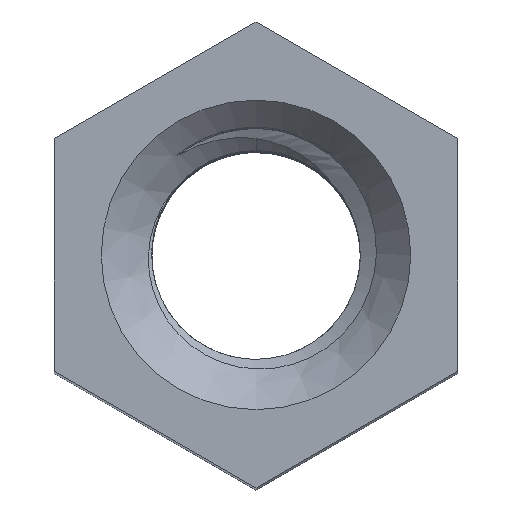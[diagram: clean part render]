
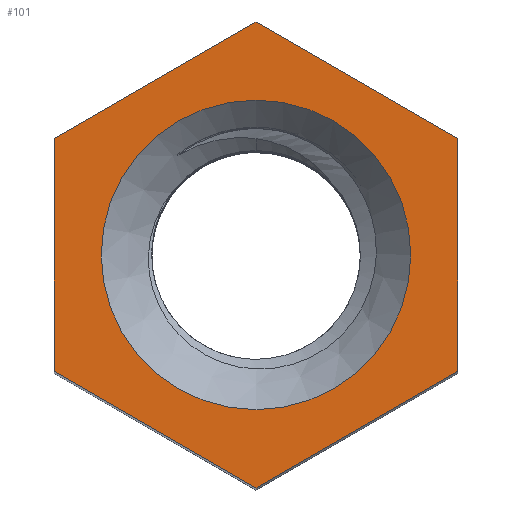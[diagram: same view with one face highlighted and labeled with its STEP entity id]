
A CAD part, top view. The second image highlights one B-rep face of the part: STEP entity #101.
In plain terms, the highlighted planar face has unit normal (0, 0, 1).
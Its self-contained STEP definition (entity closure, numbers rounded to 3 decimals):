
#101=ADVANCED_FACE('',(#16571,#16573),#16575,.T.);
#16571=FACE_BOUND('',#16572,.T.);
#16572=EDGE_LOOP('',(#17939,#17940,#17941,#17942,#17943,#17944));
#16573=FACE_BOUND('',#16574,.T.);
#16574=EDGE_LOOP('',(#17945));
#16575=PLANE('',#16576);
#16576=AXIS2_PLACEMENT_3D('',#16577,#16578,#16579);
#16577=CARTESIAN_POINT('',(0.,0.,25.));
#16578=DIRECTION('',(0.,0.,1.));
#16579=DIRECTION('',(-1.,0.,0.));
#17939=ORIENTED_EDGE('',*,*,#18183,.T.);
#17940=ORIENTED_EDGE('',*,*,#18184,.T.);
#17941=ORIENTED_EDGE('',*,*,#18185,.T.);
#17942=ORIENTED_EDGE('',*,*,#18186,.T.);
#17943=ORIENTED_EDGE('',*,*,#18187,.T.);
#17944=ORIENTED_EDGE('',*,*,#18188,.T.);
#17945=ORIENTED_EDGE('',*,*,#18110,.T.);
#18110=EDGE_CURVE('',#18242,#18242,#18243,.F.);
#18183=EDGE_CURVE('',#18384,#18385,#18386,.T.);
#18184=EDGE_CURVE('',#18385,#18387,#18388,.T.);
#18185=EDGE_CURVE('',#18387,#18389,#18390,.T.);
#18186=EDGE_CURVE('',#18389,#18391,#18392,.T.);
#18187=EDGE_CURVE('',#18391,#18393,#18394,.T.);
#18188=EDGE_CURVE('',#18393,#18384,#18395,.T.);
#18242=VERTEX_POINT('',#18594);
#18243=CIRCLE('',#18595,3.07);
#18384=VERTEX_POINT('',#22978);
#18385=VERTEX_POINT('',#22979);
#18386=LINE('',#22980,#22981);
#18387=VERTEX_POINT('',#22983);
#18388=LINE('',#22984,#22985);
#18389=VERTEX_POINT('',#22987);
#18390=LINE('',#22988,#22989);
#18391=VERTEX_POINT('',#22991);
#18392=LINE('',#22992,#22993);
#18393=VERTEX_POINT('',#22995);
#18394=LINE('',#22996,#22997);
#18395=LINE('',#22999,#23000);
#18594=CARTESIAN_POINT('',(0.,3.07,25.));
#18595=AXIS2_PLACEMENT_3D('',#18596,#18597,#18598);
#18596=CARTESIAN_POINT('',(0.,0.,25.));
#18597=DIRECTION('',(0.,0.,1.));
#18598=DIRECTION('',(0.,1.,-0.));
#22978=CARTESIAN_POINT('',(0.,-4.619,25.));
#22979=CARTESIAN_POINT('',(4.,-2.309,25.));
#22980=CARTESIAN_POINT('',(0.,-4.619,25.));
#22981=VECTOR('',#22982,1.);
#22982=DIRECTION('',(0.866,0.5,0.));
#22983=CARTESIAN_POINT('',(4.,2.309,25.));
#22984=CARTESIAN_POINT('',(4.,-2.309,25.));
#22985=VECTOR('',#22986,1.);
#22986=DIRECTION('',(0.,1.,0.));
#22987=CARTESIAN_POINT('',(0.,4.619,25.));
#22988=CARTESIAN_POINT('',(4.,2.309,25.));
#22989=VECTOR('',#22990,1.);
#22990=DIRECTION('',(-0.866,0.5,0.));
#22991=CARTESIAN_POINT('',(-4.,2.309,25.));
#22992=CARTESIAN_POINT('',(0.,4.619,25.));
#22993=VECTOR('',#22994,1.);
#22994=DIRECTION('',(-0.866,-0.5,0.));
#22995=CARTESIAN_POINT('',(-4.,-2.309,25.));
#22996=CARTESIAN_POINT('',(-4.,2.309,25.));
#22997=VECTOR('',#22998,1.);
#22998=DIRECTION('',(0.,-1.,0.));
#22999=CARTESIAN_POINT('',(-4.,-2.309,25.));
#23000=VECTOR('',#23001,1.);
#23001=DIRECTION('',(0.866,-0.5,0.));
